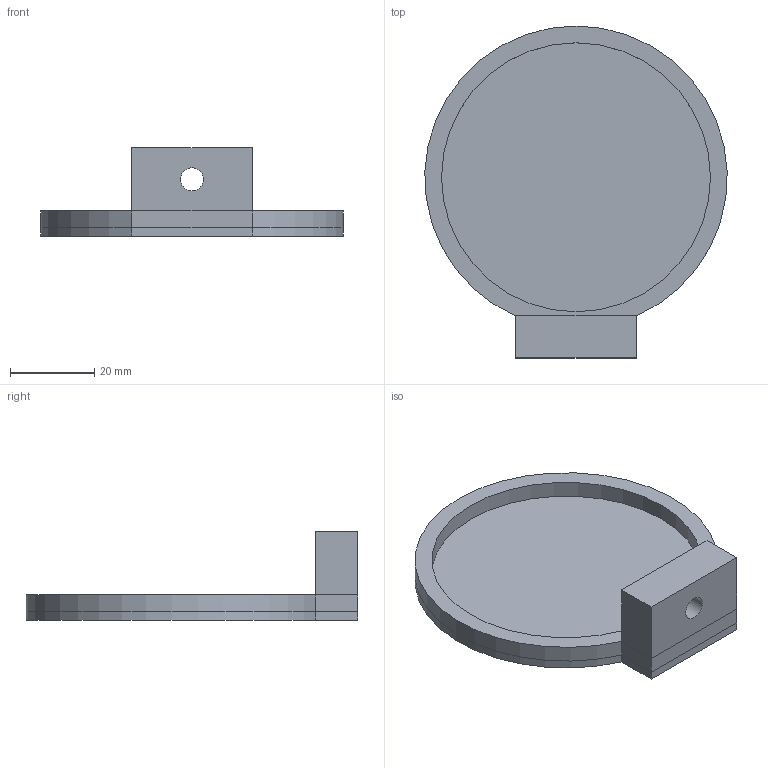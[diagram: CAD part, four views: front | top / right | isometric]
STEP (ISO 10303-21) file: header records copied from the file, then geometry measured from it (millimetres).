
FILE_DESCRIPTION(('FreeCAD Model'),'2;1');
FILE_NAME('Open CASCADE Shape Model','2022-02-14T09:32:31',(''),(''), 'Open CASCADE STEP processor 7.6','FreeCAD','Unknown');
FILE_SCHEMA(('AUTOMOTIVE_DESIGN { 1 0 10303 214 1 1 1 1 }'));
Length unit declared in the file: millimetre
Products named in the file (1): Hole
Bounding box: 71.96 x 79 x 21 mm (x, y, z)
Volume: 16786.9 mm3; surface area: 12226.6 mm2
Topology: 1 solids, 1 shells, 20 faces, 38 edges, 22 vertices
Faces by surface type: plane 15, cylinder 5
Full cylindrical faces by diameter (mm): 5.5 x1, 10.1 x1, 64 x1
Entity records: 1010 total; most frequent: DIRECTION 164, CARTESIAN_POINT 158, LINE 96, VECTOR 96, ORIENTED_EDGE 76, PCURVE 76, DEFINITIONAL_REPRESENTATION 76, EDGE_CURVE 38
